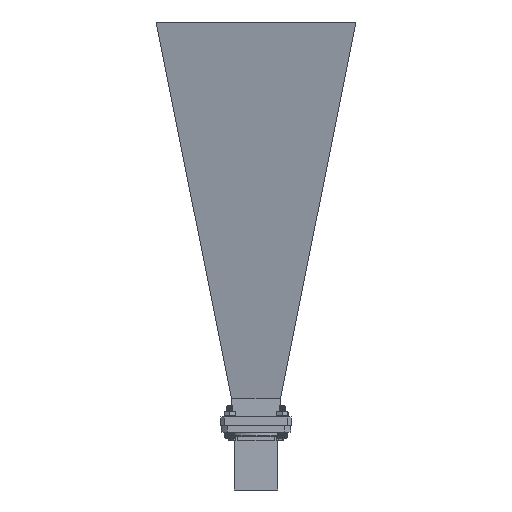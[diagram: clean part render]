
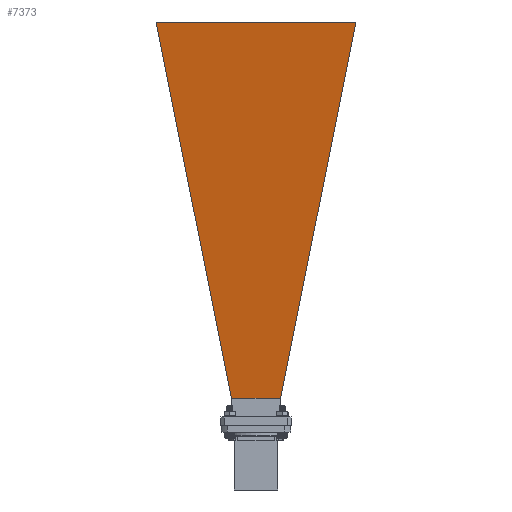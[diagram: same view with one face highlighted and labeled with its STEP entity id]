
A CAD part, front view. The second image highlights one B-rep face of the part: STEP entity #7373.
In plain terms, the highlighted face is planar.
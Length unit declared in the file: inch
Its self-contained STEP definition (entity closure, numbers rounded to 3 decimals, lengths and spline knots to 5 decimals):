
#470 = DIRECTION ( 'NONE',  ( 0.159, 0.194, -0.968 ) ) ;
#1278 = DIRECTION ( 'NONE',  ( 0., -1., 0. ) ) ;
#2423 = FACE_OUTER_BOUND ( 'NONE', #15605, .T. ) ;
#3047 = ORIENTED_EDGE ( 'NONE', *, *, #14438, .F. ) ;
#4236 = VERTEX_POINT ( 'NONE', #11542 ) ;
#5105 = LINE ( 'NONE', #10255, #7702 ) ;
#5783 = CARTESIAN_POINT ( 'NONE',  ( -0.31811, 0.56853, 1.95888 ) ) ;
#5958 = VERTEX_POINT ( 'NONE', #5783 ) ;
#6286 = CARTESIAN_POINT ( 'NONE',  ( -1.75229, 0., 10.6985 ) ) ;
#6826 = ORIENTED_EDGE ( 'NONE', *, *, #10882, .T. ) ;
#7373 = ADVANCED_FACE ( 'NONE', ( #2423 ), #15198, .T. ) ;
#7505 = DIRECTION ( 'NONE',  ( -0.987, 0., -0.162 ) ) ;
#7584 = DIRECTION ( 'NONE',  ( -0.162, 0., 0.987 ) ) ;
#7702 = VECTOR ( 'NONE', #1278, 39.37008 ) ;
#7761 = VECTOR ( 'NONE', #14798, 39.37008 ) ;
#8262 = CARTESIAN_POINT ( 'NONE',  ( -1.75229, -2.32096, 10.6985 ) ) ;
#8551 = VERTEX_POINT ( 'NONE', #10256 ) ;
#8754 = CARTESIAN_POINT ( 'NONE',  ( -1.03285, 0., 6.31438 ) ) ;
#9179 = AXIS2_PLACEMENT_3D ( 'NONE', #8754, #7505, #7584 ) ;
#9639 = LINE ( 'NONE', #16304, #7761 ) ;
#9758 = VERTEX_POINT ( 'NONE', #10643 ) ;
#9790 = EDGE_CURVE ( 'NONE', #9758, #4236, #11821, .T. ) ;
#10255 = CARTESIAN_POINT ( 'NONE',  ( -0.31811, 0., 1.95888 ) ) ;
#10256 = CARTESIAN_POINT ( 'NONE',  ( -1.75229, 2.32096, 10.6985 ) ) ;
#10405 = LINE ( 'NONE', #6286, #13881 ) ;
#10409 = VECTOR ( 'NONE', #470, 39.37008 ) ;
#10643 = CARTESIAN_POINT ( 'NONE',  ( -1.75229, -2.32096, 10.6985 ) ) ;
#10882 = EDGE_CURVE ( 'NONE', #5958, #4236, #5105, .T. ) ;
#11142 = EDGE_CURVE ( 'NONE', #5958, #8551, #9639, .T. ) ;
#11428 = DIRECTION ( 'NONE',  ( 0., -1., 0. ) ) ;
#11542 = CARTESIAN_POINT ( 'NONE',  ( -0.31811, -0.56853, 1.95888 ) ) ;
#11821 = LINE ( 'NONE', #8262, #10409 ) ;
#12563 = ORIENTED_EDGE ( 'NONE', *, *, #9790, .F. ) ;
#13881 = VECTOR ( 'NONE', #11428, 39.37008 ) ;
#14060 = ORIENTED_EDGE ( 'NONE', *, *, #11142, .F. ) ;
#14438 = EDGE_CURVE ( 'NONE', #8551, #9758, #10405, .T. ) ;
#14798 = DIRECTION ( 'NONE',  ( -0.159, 0.194, 0.968 ) ) ;
#15198 = PLANE ( 'NONE',  #9179 ) ;
#15605 = EDGE_LOOP ( 'NONE', ( #6826, #12563, #3047, #14060 ) ) ;
#16304 = CARTESIAN_POINT ( 'NONE',  ( -0.31811, 0.56853, 1.95888 ) ) ;
